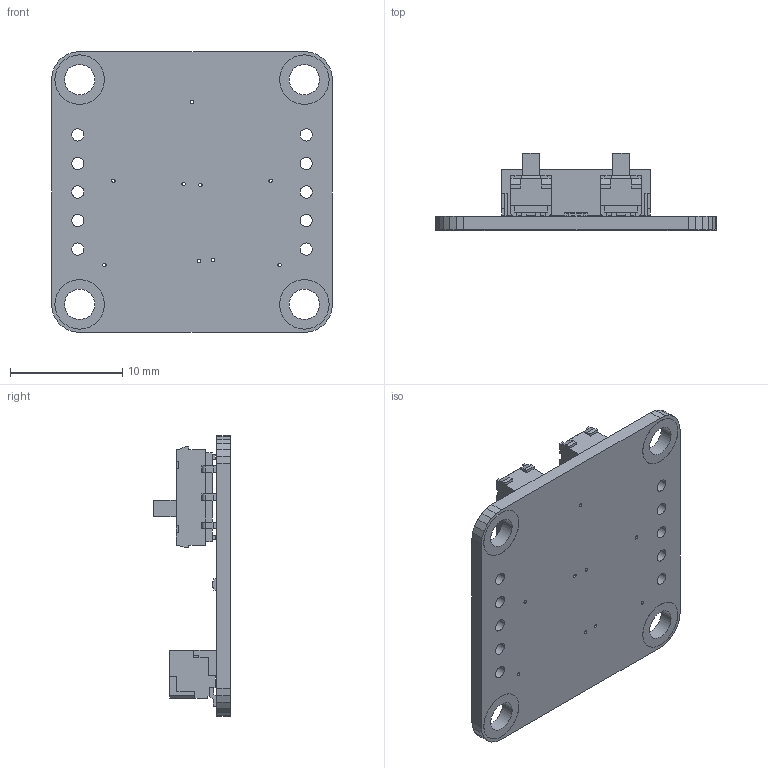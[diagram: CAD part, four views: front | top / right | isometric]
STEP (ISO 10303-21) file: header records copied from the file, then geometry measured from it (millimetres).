
FILE_DESCRIPTION (( 'STEP AP214' ), '1' );
FILE_NAME ('NSE-1145-2.step', '2020-11-24T22:59:54', ( '' ), ( '' ), 'SwSTEP 2.0', 'SolidWorks 2016', '' );
FILE_SCHEMA (( 'AUTOMOTIVE_DESIGN' ));
Length unit declared in the file: millimetre
Products named in the file (6): Assem4^NSE-1145-2; NSE-1145-2; rescax-8_1x2x0.5; Board_NSE-1145-2; JS202011JCQN; CON-1012-8
Assembly tree (6 placements, depth 3):
  NSE-1145-2
    Assem4^NSE-1145-2
      Board_NSE-1145-2
      CON-1012-8
      rescax-8_1x2x0.5
      JS202011JCQN  x2
Bounding box: 25 x 6.83 x 25 mm (x, y, z)
Volume: 1028.4 mm3; surface area: 2289.8 mm2
Topology: 5 solids, 5 shells, 1029 faces, 2808 edges, 1840 vertices
Faces by surface type: plane 831, cylinder 104, bspline 94
Entity records: 31644 total; most frequent: CARTESIAN_POINT 5713, ORIENTED_EDGE 4330, DIRECTION 3716, EDGE_CURVE 2165, VECTOR 1882, LINE 1882, VERTEX_POINT 1418, AXIS2_PLACEMENT_3D 917
